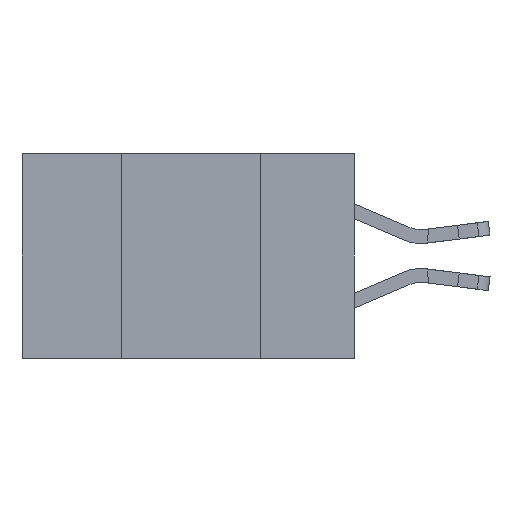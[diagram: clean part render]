
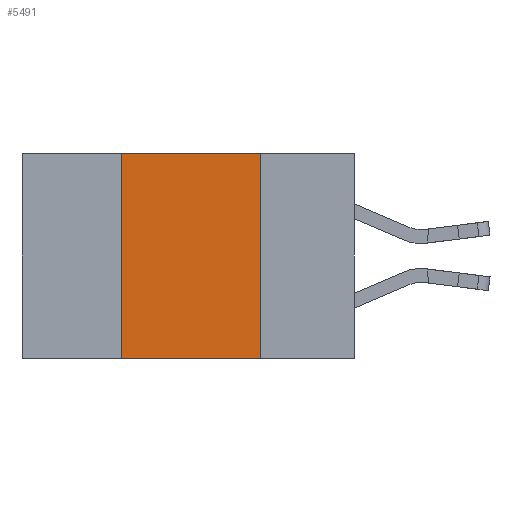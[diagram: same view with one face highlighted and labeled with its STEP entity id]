
A CAD part, left-side view. The second image highlights one B-rep face of the part: STEP entity #5491.
In plain terms, the highlighted planar face has unit normal (-1, 0, 0).
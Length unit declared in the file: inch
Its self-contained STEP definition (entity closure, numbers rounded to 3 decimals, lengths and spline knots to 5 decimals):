
#178 = VECTOR ( 'NONE', #5560, 39.37008 ) ;
#768 = VERTEX_POINT ( 'NONE', #10363 ) ;
#1125 = DIRECTION ( 'NONE',  ( 1., 0., 0. ) ) ;
#2708 = PLANE ( 'NONE',  #15141 ) ;
#3464 = CARTESIAN_POINT ( 'NONE',  ( 0., 0.17, -0.37 ) ) ;
#3935 = CARTESIAN_POINT ( 'NONE',  ( 0., 0.6, -0.37 ) ) ;
#4041 = CARTESIAN_POINT ( 'NONE',  ( 0., 0.42, -0.37 ) ) ;
#4127 = EDGE_CURVE ( 'NONE', #768, #10847, #9440, .T. ) ;
#5040 = FACE_OUTER_BOUND ( 'NONE', #6065, .T. ) ;
#5060 = LINE ( 'NONE', #3935, #178 ) ;
#5416 = DIRECTION ( 'NONE',  ( 0., 0., -1. ) ) ;
#5491 = ADVANCED_FACE ( 'NONE', ( #5040 ), #2708, .F. ) ;
#5560 = DIRECTION ( 'NONE',  ( 0., -1., 0. ) ) ;
#6065 = EDGE_LOOP ( 'NONE', ( #20927, #9858, #19565, #13710 ) ) ;
#6094 = DIRECTION ( 'NONE',  ( 0., -1., 0. ) ) ;
#6294 = EDGE_CURVE ( 'NONE', #10847, #18926, #7834, .T. ) ;
#7212 = DIRECTION ( 'NONE',  ( 0., 0., 1. ) ) ;
#7678 = CARTESIAN_POINT ( 'NONE',  ( 0., 0.42, 0. ) ) ;
#7834 = LINE ( 'NONE', #12645, #11662 ) ;
#8474 = EDGE_CURVE ( 'NONE', #18926, #16338, #16655, .T. ) ;
#9440 = LINE ( 'NONE', #4041, #9951 ) ;
#9858 = ORIENTED_EDGE ( 'NONE', *, *, #6294, .F. ) ;
#9951 = VECTOR ( 'NONE', #7212, 39.37008 ) ;
#10260 = CARTESIAN_POINT ( 'NONE',  ( 0., 0.17, -0.37 ) ) ;
#10363 = CARTESIAN_POINT ( 'NONE',  ( 0., 0.42, -0.37 ) ) ;
#10847 = VERTEX_POINT ( 'NONE', #7678 ) ;
#10897 = CARTESIAN_POINT ( 'NONE',  ( 0., 0.6, 0. ) ) ;
#11361 = VECTOR ( 'NONE', #5416, 39.37008 ) ;
#11662 = VECTOR ( 'NONE', #6094, 39.37008 ) ;
#12530 = DIRECTION ( 'NONE',  ( 0., 0., -1. ) ) ;
#12645 = CARTESIAN_POINT ( 'NONE',  ( 0., 0.6, 0. ) ) ;
#13710 = ORIENTED_EDGE ( 'NONE', *, *, #18596, .T. ) ;
#15141 = AXIS2_PLACEMENT_3D ( 'NONE', #10897, #1125, #12530 ) ;
#16338 = VERTEX_POINT ( 'NONE', #3464 ) ;
#16655 = LINE ( 'NONE', #10260, #11361 ) ;
#18596 = EDGE_CURVE ( 'NONE', #768, #16338, #5060, .T. ) ;
#18597 = CARTESIAN_POINT ( 'NONE',  ( 0., 0.17, 0. ) ) ;
#18926 = VERTEX_POINT ( 'NONE', #18597 ) ;
#19565 = ORIENTED_EDGE ( 'NONE', *, *, #4127, .F. ) ;
#20927 = ORIENTED_EDGE ( 'NONE', *, *, #8474, .F. ) ;
